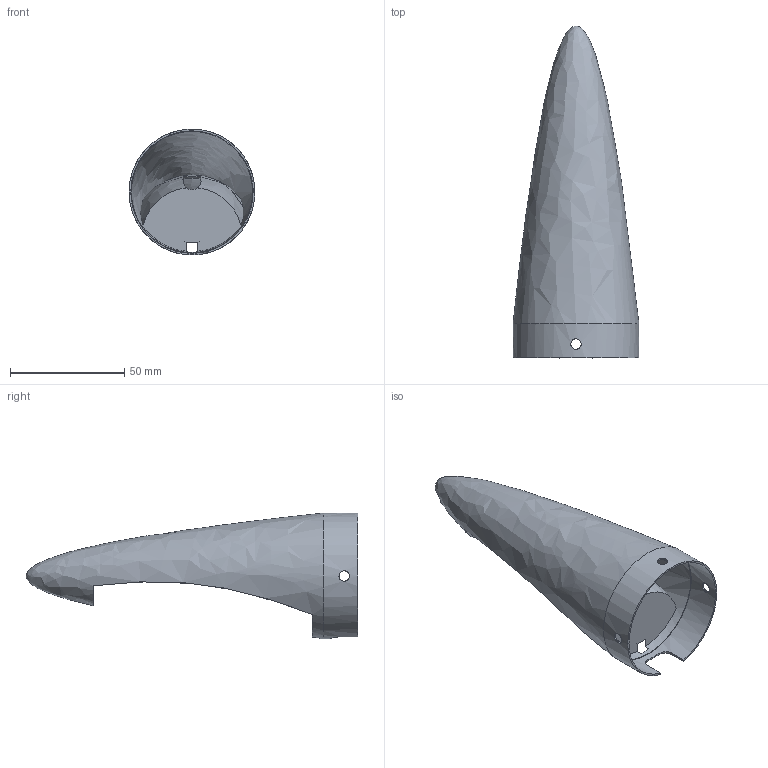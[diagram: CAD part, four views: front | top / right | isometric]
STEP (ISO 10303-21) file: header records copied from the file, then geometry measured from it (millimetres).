
FILE_DESCRIPTION(/* description */ (''),/* implementation_level */ '2;1');
FILE_NAME(/* name */ 'NoseConeParachute Body.stp',/* time_stamp */ '2024-02-24T09:12:22-08:00',/* author */ ('liu63'),/* organization */ (''),/* preprocessor_version */ 'ST-DEVELOPER v20',/* originating_system */ 'Autodesk Inventor 2024',/* authorisation */ '');
FILE_SCHEMA (('AUTOMOTIVE_DESIGN { 1 0 10303 214 3 1 1 }'));
Length unit declared in the file: millimetre
Products named in the file (1): nosecone reallll
Bounding box: 55 x 145 x 55 mm (x, y, z)
Volume: 16709.1 mm3; surface area: 34895.2 mm2
Topology: 1 solids, 2 shells, 46 faces, 141 edges, 101 vertices
Faces by surface type: plane 26, bspline 11, cylinder 8, torus 1
Full cylindrical faces by diameter (mm): 4.6 x3, 53 x1, 53.5 x1, 55 x1
Entity records: 2376 total; most frequent: CARTESIAN_POINT 1135, ORIENTED_EDGE 272, DIRECTION 201, EDGE_CURVE 136, VERTEX_POINT 92, AXIS2_PLACEMENT_3D 74, EDGE_LOOP 54, LINE 53
